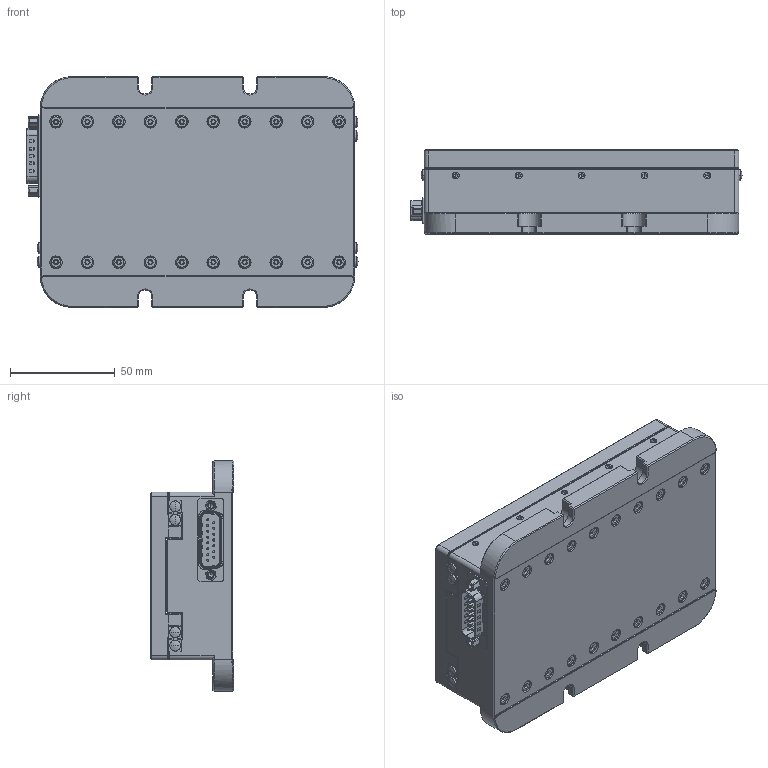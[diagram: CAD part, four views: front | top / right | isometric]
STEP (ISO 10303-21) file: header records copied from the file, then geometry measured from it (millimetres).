
FILE_DESCRIPTION (( 'STEP AP203' ), '1' );
FILE_NAME ('FMS80R-30.STEP', '2021-07-30T11:27:07', ( '' ), ( '' ), 'SwSTEP 2.0', 'SolidWorks 2017', '' );
FILE_SCHEMA (( 'CONFIG_CONTROL_DESIGN' ));
Length unit declared in the file: millimetre
Products named in the file (1): FMS80R-30
Bounding box: 158.3 x 40 x 110 mm (x, y, z)
Volume: 514247.1 mm3; surface area: 86581.6 mm2
Topology: 2 solids, 12 shells, 2095 faces, 5021 edges, 3010 vertices
Faces by surface type: plane 1026, cylinder 592, bspline 231, cone 202, torus 44
Entity records: 64248 total; most frequent: CARTESIAN_POINT 16291, DIRECTION 10261, ORIENTED_EDGE 9818, EDGE_CURVE 4909, AXIS2_PLACEMENT_3D 3729, VERTEX_POINT 3010, VECTOR 2803, LINE 2803
